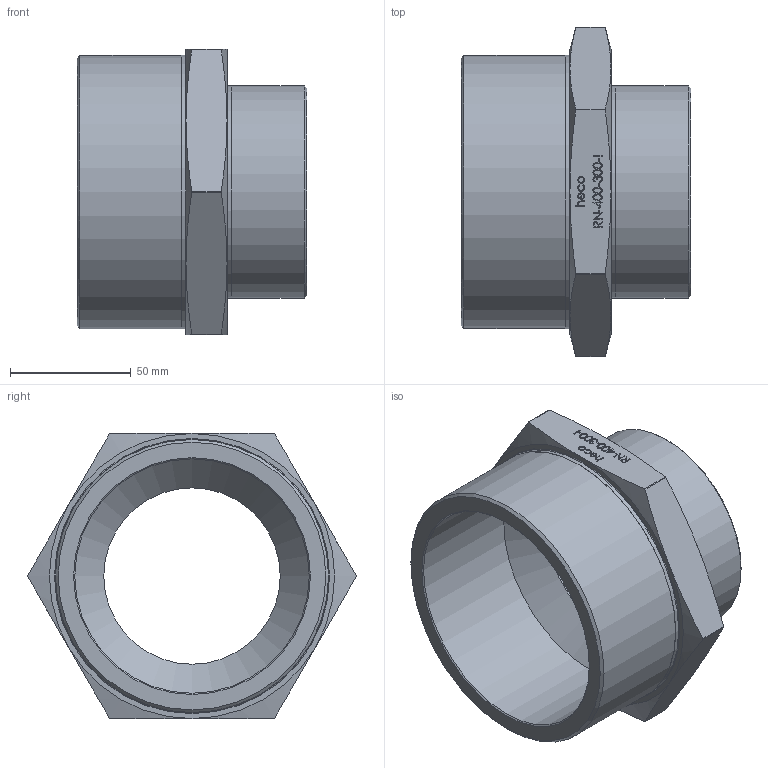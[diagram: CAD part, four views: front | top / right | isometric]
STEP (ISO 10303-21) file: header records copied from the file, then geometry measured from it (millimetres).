
FILE_DESCRIPTION (( 'STEP AP214' ), '1' );
FILE_NAME ('heco_RN-400-300-I.STEP', '2016-07-05T08:33:12', ( '' ), ( '' ), 'SwSTEP 2.0', 'SolidWorks 2011', '' );
FILE_SCHEMA (( 'AUTOMOTIVE_DESIGN' ));
Length unit declared in the file: millimetre
Products named in the file (1): heco_RN-400-300-I
Bounding box: 95 x 136.16 x 118.05 mm (x, y, z)
Volume: 286587.3 mm3; surface area: 70478.1 mm2
Topology: 1 solids, 1 shells, 223 faces, 561 edges, 368 vertices
Faces by surface type: plane 102, bspline 90, cone 17, cylinder 12, torus 2
Full cylindrical faces by diameter (mm): 73 x1, 87.884 x1, 88.084 x1, 97 x1, 113.03 x1, 113.23 x1
Entity records: 13975 total; most frequent: CARTESIAN_POINT 7438, ORIENTED_EDGE 1092, DIRECTION 628, EDGE_CURVE 546, VERTEX_POINT 366, VECTOR 300, LINE 300, EDGE_LOOP 266
